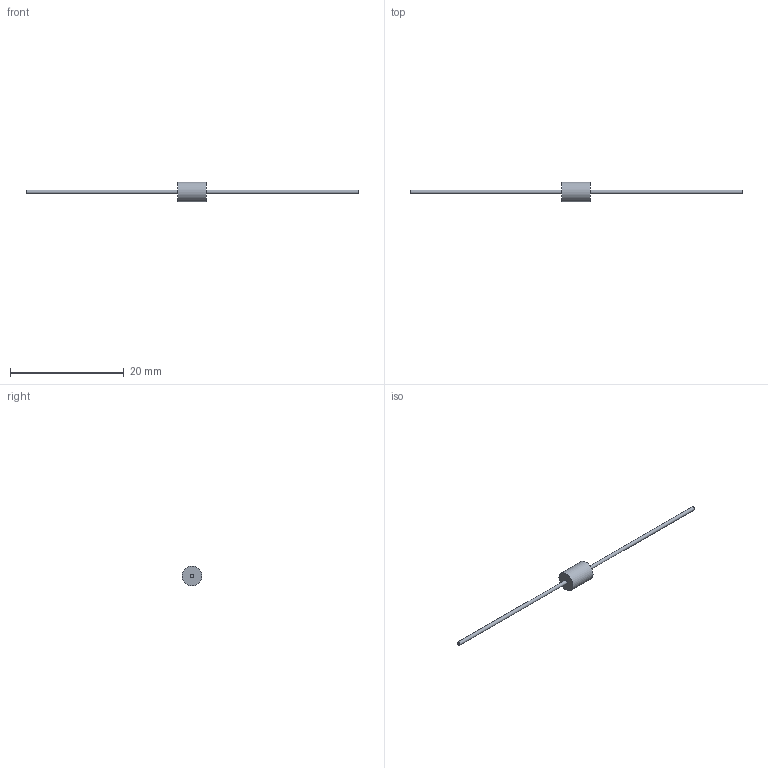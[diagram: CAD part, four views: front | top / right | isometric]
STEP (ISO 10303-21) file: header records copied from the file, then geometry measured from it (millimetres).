
FILE_DESCRIPTION(/* description */ ('Unknown'),/* implementation_level */ '2;1');
FILE_NAME(/* name */ 'FB_Wurth_WE-WAFB_74276032',/* time_stamp */ '2025-09-11T11:24:24+08:00',/* author */ ('Unknown'),/* organization */ ('Unknown'),/* preprocessor_version */ 'ST-DEVELOPER v19.4',/* originating_system */ 'Solid Edge',/* authorisation */ 'Unknown');
FILE_SCHEMA (('AUTOMOTIVE_DESIGN {1 0 10303 214 3 1 1}'));
Length unit declared in the file: millimetre
Products named in the file (2): FB_Wurth_WE-WAFB_74276032
Assembly tree (1 placements, depth 2):
  FB_Wurth_WE-WAFB_74276032
    FB_Wurth_WE-WAFB_74276032
Bounding box: 58.4 x 3.5 x 3.5 mm (x, y, z)
Volume: 65.8 mm3; surface area: 183.3 mm2
Topology: 1 solids, 1 shells, 7 faces, 10 edges, 7 vertices
Faces by surface type: plane 4, cylinder 3
Full cylindrical faces by diameter (mm): 0.65 x2, 3.5 x1
Entity records: 226 total; most frequent: DIRECTION 30, CARTESIAN_POINT 21, AXIS2_PLACEMENT_3D 15, ORIENTED_EDGE 12, EDGE_LOOP 12, FACE_BOUND 12, STYLED_ITEM 7, PRESENTATION_STYLE_ASSIGNMENT 7
